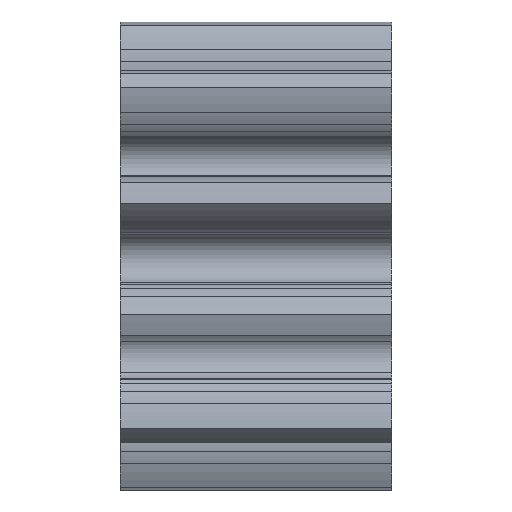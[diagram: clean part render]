
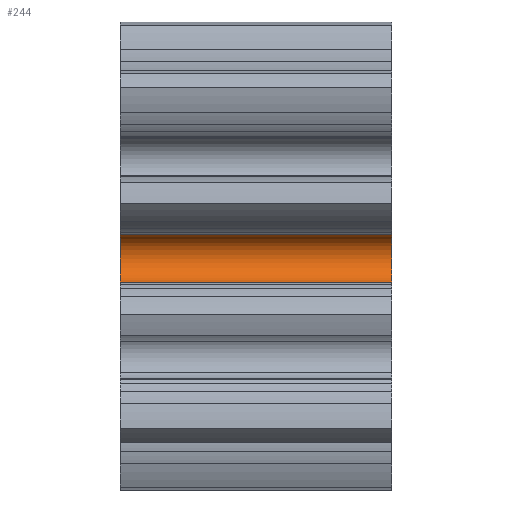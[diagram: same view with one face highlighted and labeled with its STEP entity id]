
A CAD part, front view. The second image highlights one B-rep face of the part: STEP entity #244.
In plain terms, the highlighted cylindrical face has radius 1.393 mm (diameter 2.785 mm), a partial arc.
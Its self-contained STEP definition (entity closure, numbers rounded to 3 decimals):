
#244=ADVANCED_FACE('',(#611),#612,.F.);
#611=FACE_OUTER_BOUND('',#1098,.T.);
#612=CYLINDRICAL_SURFACE('',#1099,1.393);
#1098=EDGE_LOOP('',(#1881,#1882,#1883,#1884));
#1099=AXIS2_PLACEMENT_3D('',#1885,#1886,#1887);
#1881=ORIENTED_EDGE('',*,*,#3157,.T.);
#1882=ORIENTED_EDGE('',*,*,#3216,.F.);
#1883=ORIENTED_EDGE('',*,*,#3152,.T.);
#1884=ORIENTED_EDGE('',*,*,#3333,.F.);
#1885=CARTESIAN_POINT('',(7.5,-9.819,-0.143));
#1886=DIRECTION('',(-1.0,0.0,-0.0));
#1887=DIRECTION('',(0.0,0.142,-0.99));
#3152=EDGE_CURVE('',#3851,#3852,#3853,.T.);
#3157=EDGE_CURVE('',#3860,#3861,#3862,.T.);
#3216=EDGE_CURVE('',#3851,#3861,#3963,.T.);
#3333=EDGE_CURVE('',#3860,#3852,#4171,.T.);
#3851=VERTEX_POINT('',#4830);
#3852=VERTEX_POINT('',#4831);
#3853=LINE('',#4832,#4833);
#3860=VERTEX_POINT('',#4841);
#3861=VERTEX_POINT('',#4842);
#3862=LINE('',#4843,#4844);
#3963=CIRCLE('',#4956,1.393);
#4171=CIRCLE('',#5166,1.393);
#4830=CARTESIAN_POINT('',(15.0,-10.017,1.236));
#4831=CARTESIAN_POINT('',(0.,-10.017,1.236));
#4832=CARTESIAN_POINT('',(7.5,-10.017,1.236));
#4833=VECTOR('',#5880,1.0);
#4841=CARTESIAN_POINT('',(0.,-9.621,-1.521));
#4842=CARTESIAN_POINT('',(15.0,-9.621,-1.521));
#4843=CARTESIAN_POINT('',(7.5,-9.621,-1.521));
#4844=VECTOR('',#5888,1.0);
#4956=AXIS2_PLACEMENT_3D('',#6017,#6018,#6019);
#5166=AXIS2_PLACEMENT_3D('',#6352,#6353,#6354);
#5880=DIRECTION('',(-1.0,-0.0,-0.0));
#5888=DIRECTION('',(1.0,-0.0,0.0));
#6017=CARTESIAN_POINT('',(15.0,-9.819,-0.143));
#6018=DIRECTION('',(-1.0,0.0,-0.0));
#6019=DIRECTION('',(0.0,0.142,-0.99));
#6352=CARTESIAN_POINT('',(0.,-9.819,-0.143));
#6353=DIRECTION('',(1.0,-0.0,0.0));
#6354=DIRECTION('',(0.0,0.142,-0.99));
